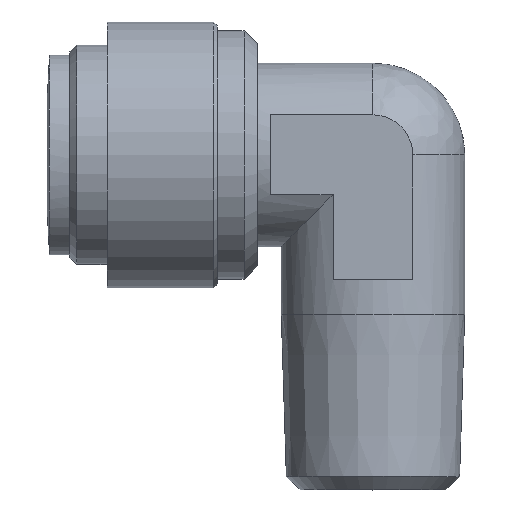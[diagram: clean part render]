
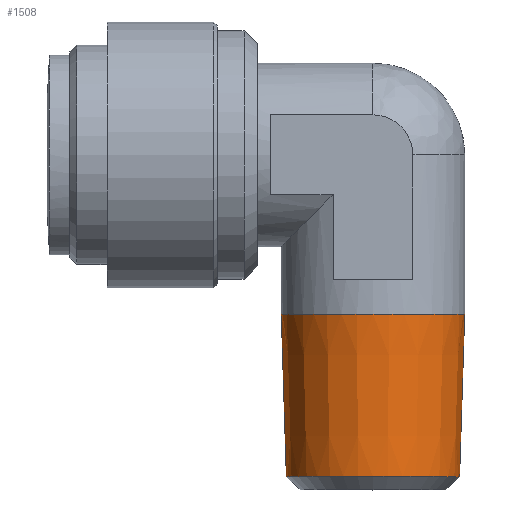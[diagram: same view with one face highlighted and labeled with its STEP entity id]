
A CAD part, top view. The second image highlights one B-rep face of the part: STEP entity #1508.
In plain terms, the highlighted conical face has half-angle 1.79 degrees and reference radius 6.9 mm.
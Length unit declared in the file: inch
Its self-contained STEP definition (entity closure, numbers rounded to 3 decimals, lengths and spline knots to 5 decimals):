
#39 = CARTESIAN_POINT ( 'NONE',  ( 0.27165, 0.51969, 0. ) ) ;
#183 = VECTOR ( 'NONE', #1092, 39.37008 ) ;
#185 = EDGE_CURVE ( 'NONE', #2083, #1415, #251, .T. ) ;
#216 = DIRECTION ( 'NONE',  ( 0., 1., 0. ) ) ;
#227 = LINE ( 'NONE', #2055, #1747 ) ;
#251 = LINE ( 'NONE', #1469, #183 ) ;
#425 = ORIENTED_EDGE ( 'NONE', *, *, #185, .T. ) ;
#466 = DIRECTION ( 'NONE',  ( -0.031, 1., 0. ) ) ;
#478 = CARTESIAN_POINT ( 'NONE',  ( 0., 0.51969, 0. ) ) ;
#833 = CARTESIAN_POINT ( 'NONE',  ( 0.25664, 0.03935, 0. ) ) ;
#927 = VERTEX_POINT ( 'NONE', #2425 ) ;
#977 = EDGE_CURVE ( 'NONE', #1415, #1013, #1123, .T. ) ;
#1013 = VERTEX_POINT ( 'NONE', #1755 ) ;
#1092 = DIRECTION ( 'NONE',  ( 0.031, 1., 0. ) ) ;
#1119 = EDGE_LOOP ( 'NONE', ( #1556, #425, #1448, #1817 ) ) ;
#1123 = CIRCLE ( 'NONE', #2225, 0.27165 ) ;
#1170 = DIRECTION ( 'NONE',  ( 0., -1., 0. ) ) ;
#1395 = CARTESIAN_POINT ( 'NONE',  ( 0., 0.03935, 0. ) ) ;
#1415 = VERTEX_POINT ( 'NONE', #39 ) ;
#1448 = ORIENTED_EDGE ( 'NONE', *, *, #977, .T. ) ;
#1469 = CARTESIAN_POINT ( 'NONE',  ( 0.27165, 0.51969, 0. ) ) ;
#1505 = AXIS2_PLACEMENT_3D ( 'NONE', #1395, #216, #1586 ) ;
#1508 = ADVANCED_FACE ( 'NONE', ( #2123 ), #2517, .T. ) ;
#1556 = ORIENTED_EDGE ( 'NONE', *, *, #1957, .T. ) ;
#1586 = DIRECTION ( 'NONE',  ( 1., 0., 0. ) ) ;
#1630 = DIRECTION ( 'NONE',  ( 0., 1., 0. ) ) ;
#1747 = VECTOR ( 'NONE', #466, 39.37008 ) ;
#1755 = CARTESIAN_POINT ( 'NONE',  ( -0.27165, 0.51969, 0. ) ) ;
#1771 = EDGE_CURVE ( 'NONE', #927, #1013, #227, .T. ) ;
#1817 = ORIENTED_EDGE ( 'NONE', *, *, #1771, .F. ) ;
#1957 = EDGE_CURVE ( 'NONE', #927, #2083, #1959, .T. ) ;
#1959 = CIRCLE ( 'NONE', #1505, 0.25664 ) ;
#1988 = AXIS2_PLACEMENT_3D ( 'NONE', #478, #1630, #2262 ) ;
#2055 = CARTESIAN_POINT ( 'NONE',  ( -0.27165, 0.51969, 0. ) ) ;
#2083 = VERTEX_POINT ( 'NONE', #833 ) ;
#2123 = FACE_OUTER_BOUND ( 'NONE', #1119, .T. ) ;
#2225 = AXIS2_PLACEMENT_3D ( 'NONE', #2350, #1170, #2540 ) ;
#2262 = DIRECTION ( 'NONE',  ( -1., 0., 0. ) ) ;
#2350 = CARTESIAN_POINT ( 'NONE',  ( 0., 0.51969, 0. ) ) ;
#2425 = CARTESIAN_POINT ( 'NONE',  ( -0.25664, 0.03935, 0. ) ) ;
#2517 = CONICAL_SURFACE ( 'NONE', #1988, 0.27165, 0.031 ) ;
#2540 = DIRECTION ( 'NONE',  ( 1., 0., 0. ) ) ;
